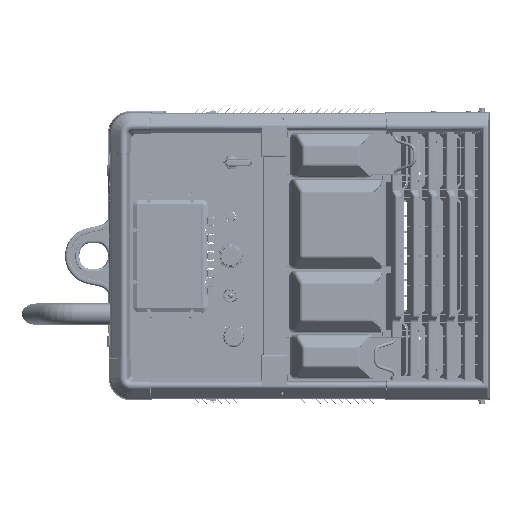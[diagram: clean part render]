
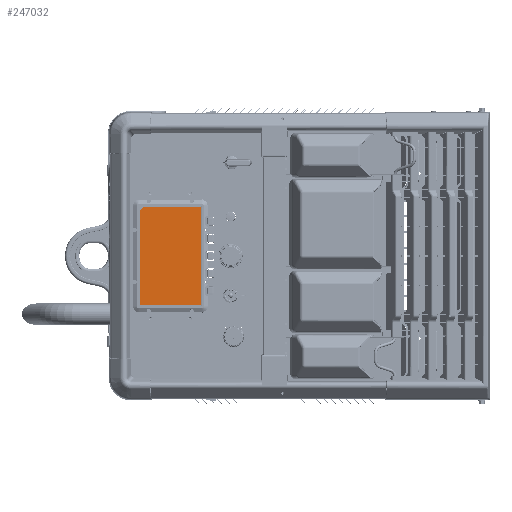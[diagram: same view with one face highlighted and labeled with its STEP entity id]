
A CAD part, left-side view. The second image highlights one B-rep face of the part: STEP entity #247032.
In plain terms, the highlighted planar face has unit normal (-1, 0, 0).
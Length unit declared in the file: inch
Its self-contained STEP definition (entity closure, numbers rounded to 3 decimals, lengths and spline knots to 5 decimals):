
#5284 = CARTESIAN_POINT ( 'NONE',  ( -1.08818, 20.16321, -13.44923 ) ) ;
#6483 = DIRECTION ( 'NONE',  ( 0., 0., -1. ) ) ;
#10973 = CARTESIAN_POINT ( 'NONE',  ( -1.08818, 20.16321, -6.55077 ) ) ;
#17531 = VECTOR ( 'NONE', #198059, 39.37008 ) ;
#20952 = VECTOR ( 'NONE', #35002, 39.37008 ) ;
#35002 = DIRECTION ( 'NONE',  ( 0., -1., 0. ) ) ;
#39427 = VERTEX_POINT ( 'NONE', #242275 ) ;
#43272 = PLANE ( 'NONE',  #159420 ) ;
#54279 = EDGE_CURVE ( 'NONE', #39427, #93216, #245816, .T. ) ;
#55688 = LINE ( 'NONE', #116500, #269335 ) ;
#64183 = CARTESIAN_POINT ( 'NONE',  ( -1.08818, 24.10025, -6.55077 ) ) ;
#72949 = DIRECTION ( 'NONE',  ( -1., 0., 0. ) ) ;
#74505 = ORIENTED_EDGE ( 'NONE', *, *, #209309, .T. ) ;
#81064 = ORIENTED_EDGE ( 'NONE', *, *, #263363, .T. ) ;
#83107 = EDGE_CURVE ( 'NONE', #141427, #127640, #161156, .T. ) ;
#84847 = ORIENTED_EDGE ( 'NONE', *, *, #54279, .T. ) ;
#93216 = VERTEX_POINT ( 'NONE', #5284 ) ;
#94068 = CARTESIAN_POINT ( 'NONE',  ( -1.08818, 22.28173, -10. ) ) ;
#95340 = DIRECTION ( 'NONE',  ( 0., 0.707, -0.707 ) ) ;
#113876 = LINE ( 'NONE', #200124, #249249 ) ;
#115234 = EDGE_LOOP ( 'NONE', ( #119999, #81064, #74505, #84847, #228598 ) ) ;
#116500 = CARTESIAN_POINT ( 'NONE',  ( -1.08818, 24.9156, -7.36613 ) ) ;
#119999 = ORIENTED_EDGE ( 'NONE', *, *, #83107, .T. ) ;
#127640 = VERTEX_POINT ( 'NONE', #64183 ) ;
#141427 = VERTEX_POINT ( 'NONE', #10973 ) ;
#152018 = EDGE_CURVE ( 'NONE', #93216, #141427, #180354, .T. ) ;
#159420 = AXIS2_PLACEMENT_3D ( 'NONE', #94068, #72949, #241268 ) ;
#161156 = LINE ( 'NONE', #220745, #17531 ) ;
#161847 = CARTESIAN_POINT ( 'NONE',  ( -1.08818, 20.16321, -13.44923 ) ) ;
#168097 = CARTESIAN_POINT ( 'NONE',  ( -1.08818, 24.40025, -6.85077 ) ) ;
#180354 = LINE ( 'NONE', #161847, #234343 ) ;
#189053 = CARTESIAN_POINT ( 'NONE',  ( -1.08818, 24.40025, -13.44923 ) ) ;
#198059 = DIRECTION ( 'NONE',  ( 0., 1., 0. ) ) ;
#200124 = CARTESIAN_POINT ( 'NONE',  ( -1.08818, 24.40025, -13.44923 ) ) ;
#209309 = EDGE_CURVE ( 'NONE', #210435, #39427, #113876, .T. ) ;
#210435 = VERTEX_POINT ( 'NONE', #168097 ) ;
#220745 = CARTESIAN_POINT ( 'NONE',  ( -1.08818, 24.40025, -6.55077 ) ) ;
#228598 = ORIENTED_EDGE ( 'NONE', *, *, #152018, .T. ) ;
#234343 = VECTOR ( 'NONE', #268089, 39.37008 ) ;
#241268 = DIRECTION ( 'NONE',  ( 0., 0., 1. ) ) ;
#242275 = CARTESIAN_POINT ( 'NONE',  ( -1.08818, 24.40025, -13.44923 ) ) ;
#245816 = LINE ( 'NONE', #189053, #20952 ) ;
#247032 = ADVANCED_FACE ( 'NONE', ( #279580 ), #43272, .T. ) ;
#249249 = VECTOR ( 'NONE', #6483, 39.37008 ) ;
#263363 = EDGE_CURVE ( 'NONE', #127640, #210435, #55688, .T. ) ;
#268089 = DIRECTION ( 'NONE',  ( 0., 0., 1. ) ) ;
#269335 = VECTOR ( 'NONE', #95340, 39.37008 ) ;
#279580 = FACE_OUTER_BOUND ( 'NONE', #115234, .T. ) ;
